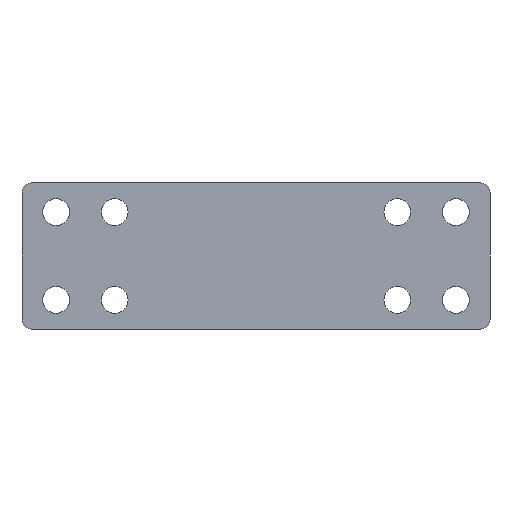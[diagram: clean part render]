
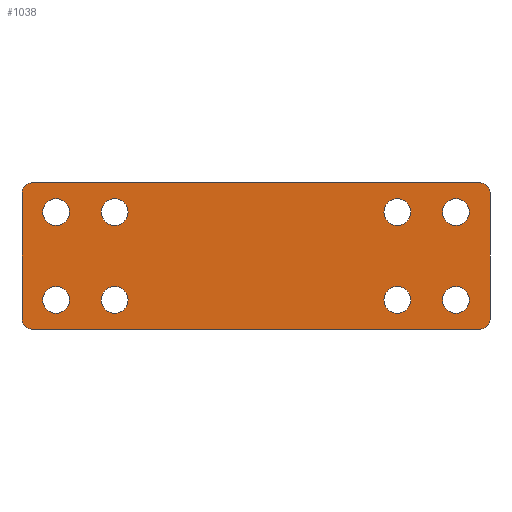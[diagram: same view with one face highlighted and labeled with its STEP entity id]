
A CAD part, front view. The second image highlights one B-rep face of the part: STEP entity #1038.
In plain terms, the highlighted planar face has unit normal (0, -1, 0).
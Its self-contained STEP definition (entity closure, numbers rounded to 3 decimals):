
#61=DIRECTION('',(1.,0.,0.));
#62=VECTOR('',#61,92.);
#63=CARTESIAN_POINT('',(-46.,-8.,0.));
#64=LINE('',#63,#62);
#87=DIRECTION('',(1.,0.,0.));
#88=VECTOR('',#87,92.);
#89=CARTESIAN_POINT('',(-46.,-8.,30.));
#90=LINE('',#89,#88);
#206=CARTESIAN_POINT('',(46.,-8.,28.));
#207=DIRECTION('',(0.,-1.,0.));
#208=DIRECTION('',(1.,0.,0.));
#209=AXIS2_PLACEMENT_3D('',#206,#207,#208);
#211=CARTESIAN_POINT('',(46.,-8.,2.));
#212=DIRECTION('',(0.,-1.,0.));
#213=DIRECTION('',(0.,0.,-1.));
#214=AXIS2_PLACEMENT_3D('',#211,#212,#213);
#216=CARTESIAN_POINT('',(-46.,-8.,2.));
#217=DIRECTION('',(0.,-1.,0.));
#218=DIRECTION('',(-1.,0.,0.));
#219=AXIS2_PLACEMENT_3D('',#216,#217,#218);
#221=DIRECTION('',(0.,0.,1.));
#222=VECTOR('',#221,26.);
#223=CARTESIAN_POINT('',(-48.,-8.,2.));
#224=LINE('',#223,#222);
#225=CARTESIAN_POINT('',(-46.,-8.,28.));
#226=DIRECTION('',(0.,-1.,0.));
#227=DIRECTION('',(0.,0.,1.));
#228=AXIS2_PLACEMENT_3D('',#225,#226,#227);
#230=CARTESIAN_POINT('',(41.,-8.,6.));
#231=DIRECTION('',(0.,-1.,0.));
#232=DIRECTION('',(1.,0.,0.));
#233=AXIS2_PLACEMENT_3D('',#230,#231,#232);
#235=CARTESIAN_POINT('',(41.,-8.,6.));
#236=DIRECTION('',(0.,-1.,0.));
#237=DIRECTION('',(-1.,0.,0.));
#238=AXIS2_PLACEMENT_3D('',#235,#236,#237);
#240=CARTESIAN_POINT('',(29.,-8.,6.));
#241=DIRECTION('',(0.,-1.,0.));
#242=DIRECTION('',(1.,0.,0.));
#243=AXIS2_PLACEMENT_3D('',#240,#241,#242);
#245=CARTESIAN_POINT('',(29.,-8.,6.));
#246=DIRECTION('',(0.,-1.,0.));
#247=DIRECTION('',(-1.,0.,0.));
#248=AXIS2_PLACEMENT_3D('',#245,#246,#247);
#250=CARTESIAN_POINT('',(41.,-8.,24.));
#251=DIRECTION('',(0.,-1.,0.));
#252=DIRECTION('',(1.,0.,0.));
#253=AXIS2_PLACEMENT_3D('',#250,#251,#252);
#255=CARTESIAN_POINT('',(41.,-8.,24.));
#256=DIRECTION('',(0.,-1.,0.));
#257=DIRECTION('',(-1.,0.,0.));
#258=AXIS2_PLACEMENT_3D('',#255,#256,#257);
#260=CARTESIAN_POINT('',(29.,-8.,24.));
#261=DIRECTION('',(0.,-1.,0.));
#262=DIRECTION('',(1.,0.,0.));
#263=AXIS2_PLACEMENT_3D('',#260,#261,#262);
#265=CARTESIAN_POINT('',(29.,-8.,24.));
#266=DIRECTION('',(0.,-1.,0.));
#267=DIRECTION('',(-1.,0.,0.));
#268=AXIS2_PLACEMENT_3D('',#265,#266,#267);
#270=CARTESIAN_POINT('',(-41.,-8.,6.));
#271=DIRECTION('',(0.,-1.,0.));
#272=DIRECTION('',(1.,0.,0.));
#273=AXIS2_PLACEMENT_3D('',#270,#271,#272);
#275=CARTESIAN_POINT('',(-41.,-8.,6.));
#276=DIRECTION('',(0.,-1.,0.));
#277=DIRECTION('',(-1.,0.,0.));
#278=AXIS2_PLACEMENT_3D('',#275,#276,#277);
#280=CARTESIAN_POINT('',(-29.,-8.,6.));
#281=DIRECTION('',(0.,-1.,0.));
#282=DIRECTION('',(1.,0.,0.));
#283=AXIS2_PLACEMENT_3D('',#280,#281,#282);
#285=CARTESIAN_POINT('',(-29.,-8.,6.));
#286=DIRECTION('',(0.,-1.,0.));
#287=DIRECTION('',(-1.,0.,0.));
#288=AXIS2_PLACEMENT_3D('',#285,#286,#287);
#290=CARTESIAN_POINT('',(-41.,-8.,24.));
#291=DIRECTION('',(0.,-1.,0.));
#292=DIRECTION('',(1.,0.,0.));
#293=AXIS2_PLACEMENT_3D('',#290,#291,#292);
#295=CARTESIAN_POINT('',(-41.,-8.,24.));
#296=DIRECTION('',(0.,-1.,0.));
#297=DIRECTION('',(-1.,0.,0.));
#298=AXIS2_PLACEMENT_3D('',#295,#296,#297);
#300=CARTESIAN_POINT('',(-29.,-8.,24.));
#301=DIRECTION('',(0.,-1.,0.));
#302=DIRECTION('',(1.,0.,0.));
#303=AXIS2_PLACEMENT_3D('',#300,#301,#302);
#305=CARTESIAN_POINT('',(-29.,-8.,24.));
#306=DIRECTION('',(0.,-1.,0.));
#307=DIRECTION('',(-1.,0.,0.));
#308=AXIS2_PLACEMENT_3D('',#305,#306,#307);
#318=DIRECTION('',(0.,0.,1.));
#319=VECTOR('',#318,26.);
#320=CARTESIAN_POINT('',(48.,-8.,2.));
#321=LINE('',#320,#319);
#654=CARTESIAN_POINT('',(48.,-8.,28.));
#655=VERTEX_POINT('',#654);
#656=CARTESIAN_POINT('',(46.,-8.,30.));
#657=VERTEX_POINT('',#656);
#658=CARTESIAN_POINT('',(46.,-8.,0.));
#659=CARTESIAN_POINT('',(48.,-8.,2.));
#660=VERTEX_POINT('',#658);
#661=VERTEX_POINT('',#659);
#666=CARTESIAN_POINT('',(-46.,-8.,30.));
#667=CARTESIAN_POINT('',(-48.,-8.,28.));
#668=VERTEX_POINT('',#666);
#669=VERTEX_POINT('',#667);
#678=CARTESIAN_POINT('',(-48.,-8.,2.));
#679=VERTEX_POINT('',#678);
#680=CARTESIAN_POINT('',(-46.,-8.,0.));
#681=VERTEX_POINT('',#680);
#682=CARTESIAN_POINT('',(43.75,-8.,6.));
#683=CARTESIAN_POINT('',(38.25,-8.,6.));
#684=VERTEX_POINT('',#682);
#685=VERTEX_POINT('',#683);
#690=CARTESIAN_POINT('',(31.75,-8.,6.));
#691=CARTESIAN_POINT('',(26.25,-8.,6.));
#692=VERTEX_POINT('',#690);
#693=VERTEX_POINT('',#691);
#698=CARTESIAN_POINT('',(43.75,-8.,24.));
#699=CARTESIAN_POINT('',(38.25,-8.,24.));
#700=VERTEX_POINT('',#698);
#701=VERTEX_POINT('',#699);
#706=CARTESIAN_POINT('',(31.75,-8.,24.));
#707=CARTESIAN_POINT('',(26.25,-8.,24.));
#708=VERTEX_POINT('',#706);
#709=VERTEX_POINT('',#707);
#714=CARTESIAN_POINT('',(-38.25,-8.,6.));
#715=CARTESIAN_POINT('',(-43.75,-8.,6.));
#716=VERTEX_POINT('',#714);
#717=VERTEX_POINT('',#715);
#722=CARTESIAN_POINT('',(-26.25,-8.,6.));
#723=CARTESIAN_POINT('',(-31.75,-8.,6.));
#724=VERTEX_POINT('',#722);
#725=VERTEX_POINT('',#723);
#730=CARTESIAN_POINT('',(-38.25,-8.,24.));
#731=CARTESIAN_POINT('',(-43.75,-8.,24.));
#732=VERTEX_POINT('',#730);
#733=VERTEX_POINT('',#731);
#738=CARTESIAN_POINT('',(-26.25,-8.,24.));
#739=CARTESIAN_POINT('',(-31.75,-8.,24.));
#740=VERTEX_POINT('',#738);
#741=VERTEX_POINT('',#739);
#971=CARTESIAN_POINT('',(-48.,-8.,0.));
#972=DIRECTION('',(0.,-1.,0.));
#973=DIRECTION('',(1.,0.,0.));
#974=AXIS2_PLACEMENT_3D('',#971,#972,#973);
#975=PLANE('',#974);
#976=ORIENTED_EDGE('',*,*,#901,.F.);
#978=ORIENTED_EDGE('',*,*,#977,.F.);
#980=ORIENTED_EDGE('',*,*,#979,.F.);
#981=ORIENTED_EDGE('',*,*,#817,.F.);
#983=ORIENTED_EDGE('',*,*,#982,.F.);
#985=ORIENTED_EDGE('',*,*,#984,.T.);
#987=ORIENTED_EDGE('',*,*,#986,.F.);
#988=ORIENTED_EDGE('',*,*,#863,.T.);
#989=EDGE_LOOP('',(#976,#978,#980,#981,#983,#985,#987,#988));
#990=FACE_OUTER_BOUND('',#989,.F.);
#991=ORIENTED_EDGE('',*,*,#961,.T.);
#993=ORIENTED_EDGE('',*,*,#992,.T.);
#994=EDGE_LOOP('',(#991,#993));
#995=FACE_BOUND('',#994,.F.);
#997=ORIENTED_EDGE('',*,*,#996,.T.);
#999=ORIENTED_EDGE('',*,*,#998,.T.);
#1000=EDGE_LOOP('',(#997,#999));
#1001=FACE_BOUND('',#1000,.F.);
#1003=ORIENTED_EDGE('',*,*,#1002,.T.);
#1005=ORIENTED_EDGE('',*,*,#1004,.T.);
#1006=EDGE_LOOP('',(#1003,#1005));
#1007=FACE_BOUND('',#1006,.F.);
#1009=ORIENTED_EDGE('',*,*,#1008,.T.);
#1011=ORIENTED_EDGE('',*,*,#1010,.T.);
#1012=EDGE_LOOP('',(#1009,#1011));
#1013=FACE_BOUND('',#1012,.F.);
#1015=ORIENTED_EDGE('',*,*,#1014,.T.);
#1017=ORIENTED_EDGE('',*,*,#1016,.T.);
#1018=EDGE_LOOP('',(#1015,#1017));
#1019=FACE_BOUND('',#1018,.F.);
#1021=ORIENTED_EDGE('',*,*,#1020,.T.);
#1023=ORIENTED_EDGE('',*,*,#1022,.T.);
#1024=EDGE_LOOP('',(#1021,#1023));
#1025=FACE_BOUND('',#1024,.F.);
#1027=ORIENTED_EDGE('',*,*,#1026,.T.);
#1029=ORIENTED_EDGE('',*,*,#1028,.T.);
#1030=EDGE_LOOP('',(#1027,#1029));
#1031=FACE_BOUND('',#1030,.F.);
#1033=ORIENTED_EDGE('',*,*,#1032,.T.);
#1035=ORIENTED_EDGE('',*,*,#1034,.T.);
#1036=EDGE_LOOP('',(#1033,#1035));
#1037=FACE_BOUND('',#1036,.F.);
#1038=ADVANCED_FACE('',(#990,#995,#1001,#1007,#1013,#1019,#1025,#1031,#1037),
#975,.T.);
#210=CIRCLE('',#209,2.);
#215=CIRCLE('',#214,2.);
#220=CIRCLE('',#219,2.);
#229=CIRCLE('',#228,2.);
#234=CIRCLE('',#233,2.75);
#239=CIRCLE('',#238,2.75);
#244=CIRCLE('',#243,2.75);
#249=CIRCLE('',#248,2.75);
#254=CIRCLE('',#253,2.75);
#259=CIRCLE('',#258,2.75);
#264=CIRCLE('',#263,2.75);
#269=CIRCLE('',#268,2.75);
#274=CIRCLE('',#273,2.75);
#279=CIRCLE('',#278,2.75);
#284=CIRCLE('',#283,2.75);
#289=CIRCLE('',#288,2.75);
#294=CIRCLE('',#293,2.75);
#299=CIRCLE('',#298,2.75);
#304=CIRCLE('',#303,2.75);
#309=CIRCLE('',#308,2.75);
#817=EDGE_CURVE('',#681,#660,#64,.T.);
#863=EDGE_CURVE('',#668,#657,#90,.T.);
#901=EDGE_CURVE('',#655,#657,#210,.T.);
#961=EDGE_CURVE('',#684,#685,#234,.T.);
#977=EDGE_CURVE('',#661,#655,#321,.T.);
#979=EDGE_CURVE('',#660,#661,#215,.T.);
#982=EDGE_CURVE('',#679,#681,#220,.T.);
#984=EDGE_CURVE('',#679,#669,#224,.T.);
#986=EDGE_CURVE('',#668,#669,#229,.T.);
#992=EDGE_CURVE('',#685,#684,#239,.T.);
#996=EDGE_CURVE('',#692,#693,#244,.T.);
#998=EDGE_CURVE('',#693,#692,#249,.T.);
#1002=EDGE_CURVE('',#700,#701,#254,.T.);
#1004=EDGE_CURVE('',#701,#700,#259,.T.);
#1008=EDGE_CURVE('',#708,#709,#264,.T.);
#1010=EDGE_CURVE('',#709,#708,#269,.T.);
#1014=EDGE_CURVE('',#716,#717,#274,.T.);
#1016=EDGE_CURVE('',#717,#716,#279,.T.);
#1020=EDGE_CURVE('',#724,#725,#284,.T.);
#1022=EDGE_CURVE('',#725,#724,#289,.T.);
#1026=EDGE_CURVE('',#732,#733,#294,.T.);
#1028=EDGE_CURVE('',#733,#732,#299,.T.);
#1032=EDGE_CURVE('',#740,#741,#304,.T.);
#1034=EDGE_CURVE('',#741,#740,#309,.T.);
